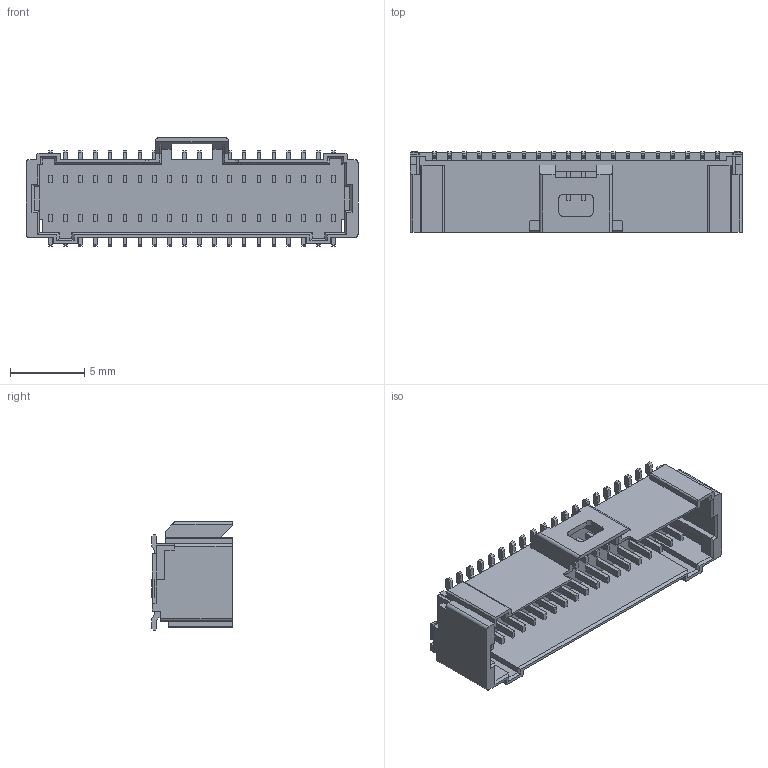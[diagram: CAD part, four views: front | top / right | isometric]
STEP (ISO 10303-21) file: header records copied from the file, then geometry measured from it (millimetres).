
FILE_DESCRIPTION(('FreeCAD Model'),'2;1');
FILE_NAME('Open CASCADE Shape Model','2026-01-09T17:20:57',(''),(''), 'Open CASCADE STEP processor 7.7','FreeCAD','Unknown');
FILE_SCHEMA(('AUTOMOTIVE_DESIGN { 1 0 10303 214 1 1 1 1 }'));
Products named in the file (1): 5011904017wbm000_004
Bounding box: 22.3 x 5.41 x 7.27 mm (x, y, z)
Volume: 235 mm3; surface area: 970.1 mm2
Topology: 1 solids, 1 shells, 843 faces, 2371 edges, 1564 vertices
Faces by surface type: plane 817, cylinder 20, cone 6
Entity records: 62286 total; most frequent: CARTESIAN_POINT 9767, DIRECTION 8812, LINE 7025, VECTOR 7025, ORIENTED_EDGE 4742, PCURVE 4742, DEFINITIONAL_REPRESENTATION 4742, EDGE_CURVE 2371
